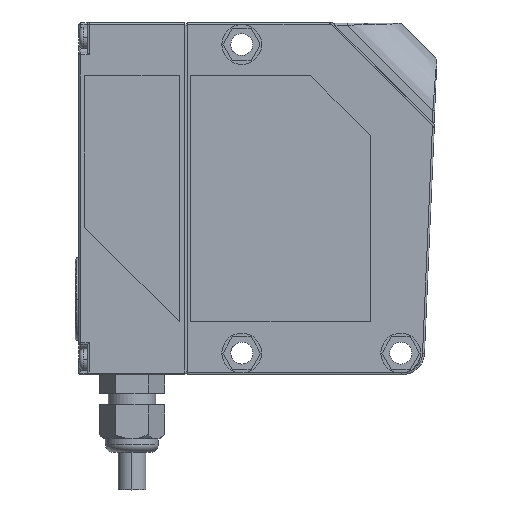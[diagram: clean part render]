
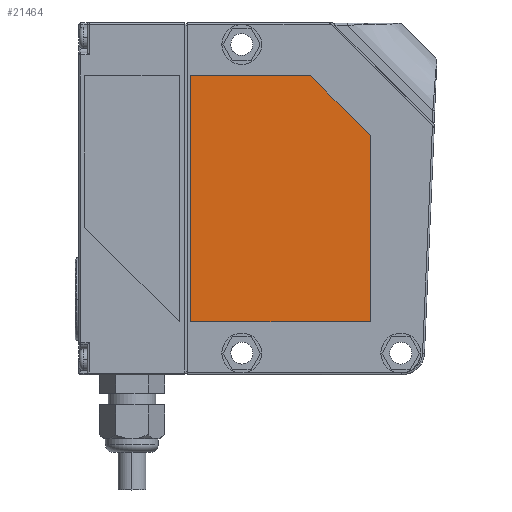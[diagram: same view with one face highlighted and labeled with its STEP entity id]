
A CAD part, left-side view. The second image highlights one B-rep face of the part: STEP entity #21464.
In plain terms, the highlighted planar face has unit normal (-1, 0, 0).
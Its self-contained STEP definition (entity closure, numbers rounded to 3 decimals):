
#5134=DIRECTION('',(0.,1.,0.));
#5135=VECTOR('',#5134,47.5);
#5136=CARTESIAN_POINT('',(521.425,464.441,-32.5));
#5137=LINE('',#5136,#5135);
#5146=DIRECTION('',(0.,0.707,0.707));
#5147=VECTOR('',#5146,22.343);
#5148=CARTESIAN_POINT('',(521.425,464.441,16.701));
#5149=LINE('',#5148,#5147);
#5150=DIRECTION('',(0.,0.,1.));
#5151=VECTOR('',#5150,65.);
#5152=CARTESIAN_POINT('',(521.425,511.941,-32.5));
#5153=LINE('',#5152,#5151);
#5162=DIRECTION('',(0.,-1.,0.));
#5163=VECTOR('',#5162,31.701);
#5164=CARTESIAN_POINT('',(521.425,511.941,32.5));
#5165=LINE('',#5164,#5163);
#5178=DIRECTION('',(0.,0.,-1.));
#5179=VECTOR('',#5178,49.201);
#5180=CARTESIAN_POINT('',(521.425,464.441,16.701));
#5181=LINE('',#5180,#5179);
#12354=CARTESIAN_POINT('',(521.425,464.441,-32.5));
#12355=CARTESIAN_POINT('',(521.425,511.941,-32.5));
#12356=VERTEX_POINT('',#12354);
#12357=VERTEX_POINT('',#12355);
#12358=CARTESIAN_POINT('',(521.425,464.441,16.701));
#12359=VERTEX_POINT('',#12358);
#12360=CARTESIAN_POINT('',(521.425,480.24,32.5));
#12361=VERTEX_POINT('',#12360);
#12362=CARTESIAN_POINT('',(521.425,511.941,32.5));
#12363=VERTEX_POINT('',#12362);
#21448=CARTESIAN_POINT('',(521.425,462.066,-35.75));
#21449=DIRECTION('',(1.,0.,0.));
#21450=DIRECTION('',(0.,1.,0.));
#21451=AXIS2_PLACEMENT_3D('',#21448,#21449,#21450);
#21452=PLANE('',#21451);
#21453=ORIENTED_EDGE('',*,*,#21431,.T.);
#21455=ORIENTED_EDGE('',*,*,#21454,.T.);
#21457=ORIENTED_EDGE('',*,*,#21456,.T.);
#21459=ORIENTED_EDGE('',*,*,#21458,.F.);
#21461=ORIENTED_EDGE('',*,*,#21460,.T.);
#21462=EDGE_LOOP('',(#21453,#21455,#21457,#21459,#21461));
#21463=FACE_OUTER_BOUND('',#21462,.F.);
#21464=ADVANCED_FACE('',(#21463),#21452,.F.);
#21431=EDGE_CURVE('',#12356,#12357,#5137,.T.);
#21454=EDGE_CURVE('',#12357,#12363,#5153,.T.);
#21456=EDGE_CURVE('',#12363,#12361,#5165,.T.);
#21458=EDGE_CURVE('',#12359,#12361,#5149,.T.);
#21460=EDGE_CURVE('',#12359,#12356,#5181,.T.);
